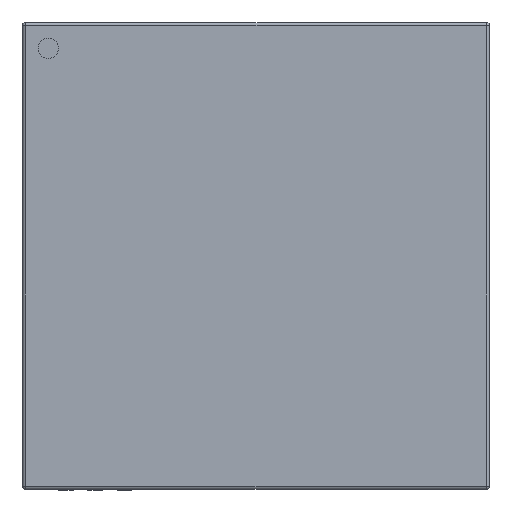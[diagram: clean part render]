
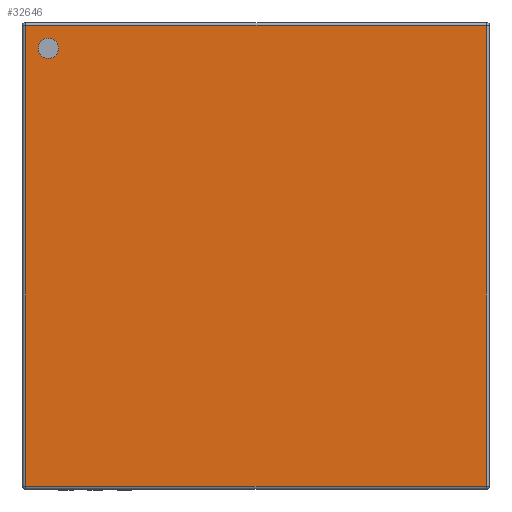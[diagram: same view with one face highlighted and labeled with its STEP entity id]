
A CAD part, top view. The second image highlights one B-rep face of the part: STEP entity #32646.
In plain terms, the highlighted planar face has unit normal (0, 0, 1).
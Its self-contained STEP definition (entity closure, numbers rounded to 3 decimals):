
#8511 = CYLINDRICAL_SURFACE('',#8512,0.05);
#8512 = AXIS2_PLACEMENT_3D('',#8513,#8514,#8515);
#8513 = CARTESIAN_POINT('',(3.94,-3.94,0.83));
#8514 = DIRECTION('',(0.,1.,0.));
#8515 = DIRECTION('',(0.,0.,1.));
#27893 = VERTEX_POINT('',#27894);
#27894 = CARTESIAN_POINT('',(3.94,-3.94,0.88));
#27916 = VERTEX_POINT('',#27917);
#27917 = CARTESIAN_POINT('',(3.94,3.94,0.88));
#27942 = EDGE_CURVE('',#27893,#27916,#27943,.T.);
#27943 = SURFACE_CURVE('',#27944,(#27948,#27955),.PCURVE_S1.);
#27944 = LINE('',#27945,#27946);
#27945 = CARTESIAN_POINT('',(3.94,-3.94,0.88));
#27946 = VECTOR('',#27947,1.);
#27947 = DIRECTION('',(0.,1.,0.));
#27948 = PCURVE('',#8511,#27949);
#27949 = DEFINITIONAL_REPRESENTATION('',(#27950),#27954);
#27950 = LINE('',#27951,#27952);
#27951 = CARTESIAN_POINT('',(0.,0.));
#27952 = VECTOR('',#27953,1.);
#27953 = DIRECTION('',(0.,1.));
#27954 = ( GEOMETRIC_REPRESENTATION_CONTEXT(2) 
PARAMETRIC_REPRESENTATION_CONTEXT() REPRESENTATION_CONTEXT('2D SPACE',''
  ) );
#27955 = PCURVE('',#27956,#27961);
#27956 = PLANE('',#27957);
#27957 = AXIS2_PLACEMENT_3D('',#27958,#27959,#27960);
#27958 = CARTESIAN_POINT('',(-3.99,-3.99,0.88));
#27959 = DIRECTION('',(0.,0.,1.));
#27960 = DIRECTION('',(1.,0.,0.));
#27961 = DEFINITIONAL_REPRESENTATION('',(#27962),#27966);
#27962 = LINE('',#27963,#27964);
#27963 = CARTESIAN_POINT('',(7.93,0.05));
#27964 = VECTOR('',#27965,1.);
#27965 = DIRECTION('',(0.,1.));
#27966 = ( GEOMETRIC_REPRESENTATION_CONTEXT(2) 
PARAMETRIC_REPRESENTATION_CONTEXT() REPRESENTATION_CONTEXT('2D SPACE',''
  ) );
#28434 = CYLINDRICAL_SURFACE('',#28435,0.05);
#28435 = AXIS2_PLACEMENT_3D('',#28436,#28437,#28438);
#28436 = CARTESIAN_POINT('',(-3.94,3.94,0.83));
#28437 = DIRECTION('',(-0.,-1.,-0.));
#28438 = DIRECTION('',(-1.,0.,0.));
#28860 = CYLINDRICAL_SURFACE('',#28861,0.05);
#28861 = AXIS2_PLACEMENT_3D('',#28862,#28863,#28864);
#28862 = CARTESIAN_POINT('',(-3.99,-3.94,0.83));
#28863 = DIRECTION('',(1.,0.,0.));
#28864 = DIRECTION('',(0.,-1.,0.));
#30975 = CYLINDRICAL_SURFACE('',#30976,0.05);
#30976 = AXIS2_PLACEMENT_3D('',#30977,#30978,#30979);
#30977 = CARTESIAN_POINT('',(-3.99,3.94,0.83));
#30978 = DIRECTION('',(1.,0.,0.));
#30979 = DIRECTION('',(0.,1.,0.));
#32646 = ADVANCED_FACE('',(#32647,#32717),#27956,.T.);
#32647 = FACE_BOUND('',#32648,.T.);
#32648 = EDGE_LOOP('',(#32649,#32672,#32673,#32696));
#32649 = ORIENTED_EDGE('',*,*,#32650,.T.);
#32650 = EDGE_CURVE('',#32651,#27893,#32653,.T.);
#32651 = VERTEX_POINT('',#32652);
#32652 = CARTESIAN_POINT('',(-3.94,-3.94,0.88));
#32653 = SURFACE_CURVE('',#32654,(#32658,#32665),.PCURVE_S1.);
#32654 = LINE('',#32655,#32656);
#32655 = CARTESIAN_POINT('',(-3.99,-3.94,0.88));
#32656 = VECTOR('',#32657,1.);
#32657 = DIRECTION('',(1.,0.,0.));
#32658 = PCURVE('',#27956,#32659);
#32659 = DEFINITIONAL_REPRESENTATION('',(#32660),#32664);
#32660 = LINE('',#32661,#32662);
#32661 = CARTESIAN_POINT('',(0.,0.05));
#32662 = VECTOR('',#32663,1.);
#32663 = DIRECTION('',(1.,0.));
#32664 = ( GEOMETRIC_REPRESENTATION_CONTEXT(2) 
PARAMETRIC_REPRESENTATION_CONTEXT() REPRESENTATION_CONTEXT('2D SPACE',''
  ) );
#32665 = PCURVE('',#28860,#32666);
#32666 = DEFINITIONAL_REPRESENTATION('',(#32667),#32671);
#32667 = LINE('',#32668,#32669);
#32668 = CARTESIAN_POINT('',(-1.571,0.));
#32669 = VECTOR('',#32670,1.);
#32670 = DIRECTION('',(-0.,1.));
#32671 = ( GEOMETRIC_REPRESENTATION_CONTEXT(2) 
PARAMETRIC_REPRESENTATION_CONTEXT() REPRESENTATION_CONTEXT('2D SPACE',''
  ) );
#32672 = ORIENTED_EDGE('',*,*,#27942,.T.);
#32673 = ORIENTED_EDGE('',*,*,#32674,.F.);
#32674 = EDGE_CURVE('',#32675,#27916,#32677,.T.);
#32675 = VERTEX_POINT('',#32676);
#32676 = CARTESIAN_POINT('',(-3.94,3.94,0.88));
#32677 = SURFACE_CURVE('',#32678,(#32682,#32689),.PCURVE_S1.);
#32678 = LINE('',#32679,#32680);
#32679 = CARTESIAN_POINT('',(-3.99,3.94,0.88));
#32680 = VECTOR('',#32681,1.);
#32681 = DIRECTION('',(1.,0.,0.));
#32682 = PCURVE('',#27956,#32683);
#32683 = DEFINITIONAL_REPRESENTATION('',(#32684),#32688);
#32684 = LINE('',#32685,#32686);
#32685 = CARTESIAN_POINT('',(0.,7.93));
#32686 = VECTOR('',#32687,1.);
#32687 = DIRECTION('',(1.,0.));
#32688 = ( GEOMETRIC_REPRESENTATION_CONTEXT(2) 
PARAMETRIC_REPRESENTATION_CONTEXT() REPRESENTATION_CONTEXT('2D SPACE',''
  ) );
#32689 = PCURVE('',#30975,#32690);
#32690 = DEFINITIONAL_REPRESENTATION('',(#32691),#32695);
#32691 = LINE('',#32692,#32693);
#32692 = CARTESIAN_POINT('',(1.571,0.));
#32693 = VECTOR('',#32694,1.);
#32694 = DIRECTION('',(0.,1.));
#32695 = ( GEOMETRIC_REPRESENTATION_CONTEXT(2) 
PARAMETRIC_REPRESENTATION_CONTEXT() REPRESENTATION_CONTEXT('2D SPACE',''
  ) );
#32696 = ORIENTED_EDGE('',*,*,#32697,.T.);
#32697 = EDGE_CURVE('',#32675,#32651,#32698,.T.);
#32698 = SURFACE_CURVE('',#32699,(#32703,#32710),.PCURVE_S1.);
#32699 = LINE('',#32700,#32701);
#32700 = CARTESIAN_POINT('',(-3.94,3.94,0.88));
#32701 = VECTOR('',#32702,1.);
#32702 = DIRECTION('',(-0.,-1.,-0.));
#32703 = PCURVE('',#27956,#32704);
#32704 = DEFINITIONAL_REPRESENTATION('',(#32705),#32709);
#32705 = LINE('',#32706,#32707);
#32706 = CARTESIAN_POINT('',(0.05,7.93));
#32707 = VECTOR('',#32708,1.);
#32708 = DIRECTION('',(-0.,-1.));
#32709 = ( GEOMETRIC_REPRESENTATION_CONTEXT(2) 
PARAMETRIC_REPRESENTATION_CONTEXT() REPRESENTATION_CONTEXT('2D SPACE',''
  ) );
#32710 = PCURVE('',#28434,#32711);
#32711 = DEFINITIONAL_REPRESENTATION('',(#32712),#32716);
#32712 = LINE('',#32713,#32714);
#32713 = CARTESIAN_POINT('',(-1.571,0.));
#32714 = VECTOR('',#32715,1.);
#32715 = DIRECTION('',(-0.,1.));
#32716 = ( GEOMETRIC_REPRESENTATION_CONTEXT(2) 
PARAMETRIC_REPRESENTATION_CONTEXT() REPRESENTATION_CONTEXT('2D SPACE',''
  ) );
#32717 = FACE_BOUND('',#32718,.T.);
#32718 = EDGE_LOOP('',(#32719));
#32719 = ORIENTED_EDGE('',*,*,#32720,.F.);
#32720 = EDGE_CURVE('',#32721,#32721,#32723,.T.);
#32721 = VERTEX_POINT('',#32722);
#32722 = CARTESIAN_POINT('',(-3.375,-3.55,0.88));
#32723 = SURFACE_CURVE('',#32724,(#32729,#32736),.PCURVE_S1.);
#32724 = CIRCLE('',#32725,0.175);
#32725 = AXIS2_PLACEMENT_3D('',#32726,#32727,#32728);
#32726 = CARTESIAN_POINT('',(-3.55,-3.55,0.88));
#32727 = DIRECTION('',(0.,0.,1.));
#32728 = DIRECTION('',(1.,0.,0.));
#32729 = PCURVE('',#27956,#32730);
#32730 = DEFINITIONAL_REPRESENTATION('',(#32731),#32735);
#32731 = CIRCLE('',#32732,0.175);
#32732 = AXIS2_PLACEMENT_2D('',#32733,#32734);
#32733 = CARTESIAN_POINT('',(0.44,0.44));
#32734 = DIRECTION('',(1.,0.));
#32735 = ( GEOMETRIC_REPRESENTATION_CONTEXT(2) 
PARAMETRIC_REPRESENTATION_CONTEXT() REPRESENTATION_CONTEXT('2D SPACE',''
  ) );
#32736 = PCURVE('',#32737,#32742);
#32737 = CYLINDRICAL_SURFACE('',#32738,0.175);
#32738 = AXIS2_PLACEMENT_3D('',#32739,#32740,#32741);
#32739 = CARTESIAN_POINT('',(-3.55,-3.55,0.88));
#32740 = DIRECTION('',(-0.,-0.,-1.));
#32741 = DIRECTION('',(1.,0.,0.));
#32742 = DEFINITIONAL_REPRESENTATION('',(#32743),#32747);
#32743 = LINE('',#32744,#32745);
#32744 = CARTESIAN_POINT('',(-0.,0.));
#32745 = VECTOR('',#32746,1.);
#32746 = DIRECTION('',(-1.,0.));
#32747 = ( GEOMETRIC_REPRESENTATION_CONTEXT(2) 
PARAMETRIC_REPRESENTATION_CONTEXT() REPRESENTATION_CONTEXT('2D SPACE',''
  ) );
